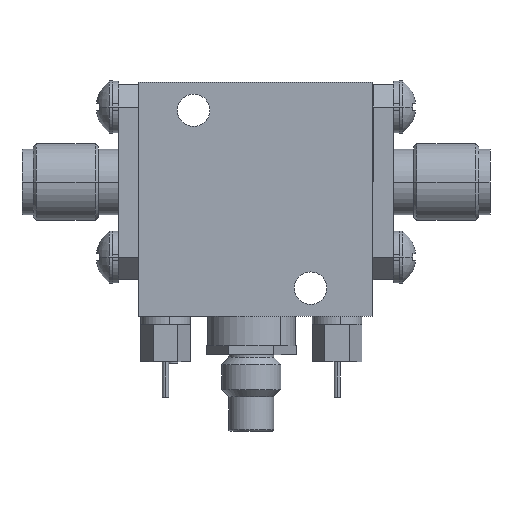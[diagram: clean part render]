
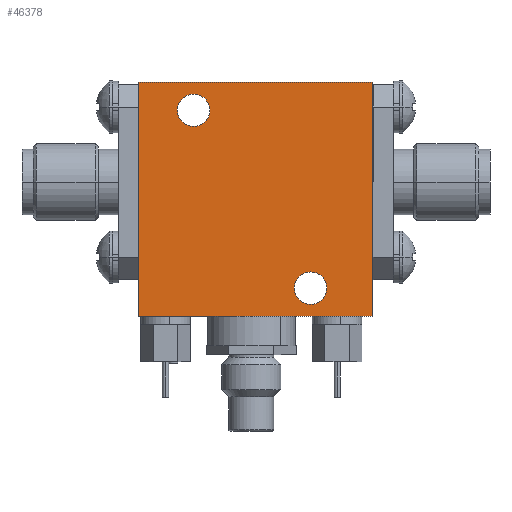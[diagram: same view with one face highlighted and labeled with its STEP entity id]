
A CAD part, front view. The second image highlights one B-rep face of the part: STEP entity #46378.
In plain terms, the highlighted planar face has unit normal (0, -1, 0).
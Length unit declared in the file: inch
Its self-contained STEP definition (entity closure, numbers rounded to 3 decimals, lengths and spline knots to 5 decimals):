
#619 = VERTEX_POINT ( 'NONE', #13354 ) ;
#2266 = CARTESIAN_POINT ( 'NONE',  ( -0.375, 0., -0.375 ) ) ;
#3740 = EDGE_LOOP ( 'NONE', ( #55198, #48983 ) ) ;
#4301 = DIRECTION ( 'NONE',  ( 0., 1., 0. ) ) ;
#4315 = CARTESIAN_POINT ( 'NONE',  ( -0.2, 0., 0.285 ) ) ;
#4501 = EDGE_CURVE ( 'NONE', #24274, #42951, #54768, .T. ) ;
#6686 = ORIENTED_EDGE ( 'NONE', *, *, #55520, .F. ) ;
#7067 = CARTESIAN_POINT ( 'NONE',  ( -0.375, 0., 0.375 ) ) ;
#8347 = DIRECTION ( 'NONE',  ( 0., 0., 1. ) ) ;
#8899 = DIRECTION ( 'NONE',  ( 0., 1., 0. ) ) ;
#9393 = EDGE_CURVE ( 'NONE', #14010, #619, #45546, .T. ) ;
#9935 = CARTESIAN_POINT ( 'NONE',  ( -0.375, 0., -0.375 ) ) ;
#12218 = ORIENTED_EDGE ( 'NONE', *, *, #9393, .F. ) ;
#12598 = AXIS2_PLACEMENT_3D ( 'NONE', #41942, #46156, #37720 ) ;
#12855 = CARTESIAN_POINT ( 'NONE',  ( 0., 0., 0. ) ) ;
#13134 = FACE_BOUND ( 'NONE', #3740, .T. ) ;
#13171 = DIRECTION ( 'NONE',  ( 0., 0., -1. ) ) ;
#13354 = CARTESIAN_POINT ( 'NONE',  ( 0.375, 0., 0.375 ) ) ;
#13433 = CARTESIAN_POINT ( 'NONE',  ( 0.375, 0., -0.375 ) ) ;
#13442 = DIRECTION ( 'NONE',  ( 0., 1., 0. ) ) ;
#13860 = DIRECTION ( 'NONE',  ( 0., 0., 1. ) ) ;
#14010 = VERTEX_POINT ( 'NONE', #27045 ) ;
#15779 = DIRECTION ( 'NONE',  ( 1., 0., 0. ) ) ;
#16810 = DIRECTION ( 'NONE',  ( 0., 0., 1. ) ) ;
#17001 = VECTOR ( 'NONE', #15779, 39.37008 ) ;
#18082 = EDGE_CURVE ( 'NONE', #619, #44754, #35070, .T. ) ;
#18843 = VECTOR ( 'NONE', #13171, 39.37008 ) ;
#21465 = DIRECTION ( 'NONE',  ( 0., 1., 0. ) ) ;
#21624 = AXIS2_PLACEMENT_3D ( 'NONE', #12855, #8899, #8347 ) ;
#22651 = CARTESIAN_POINT ( 'NONE',  ( 0.175, 0., -0.337 ) ) ;
#23245 = CARTESIAN_POINT ( 'NONE',  ( 0.375, 0., -0.375 ) ) ;
#23480 = CARTESIAN_POINT ( 'NONE',  ( -0.2, 0., 0.233 ) ) ;
#23790 = VECTOR ( 'NONE', #26140, 39.37008 ) ;
#23896 = VERTEX_POINT ( 'NONE', #35088 ) ;
#24274 = VERTEX_POINT ( 'NONE', #33221 ) ;
#26140 = DIRECTION ( 'NONE',  ( -1., 0., 0. ) ) ;
#27045 = CARTESIAN_POINT ( 'NONE',  ( -0.375, 0., 0.375 ) ) ;
#27429 = AXIS2_PLACEMENT_3D ( 'NONE', #34376, #4301, #35200 ) ;
#28102 = AXIS2_PLACEMENT_3D ( 'NONE', #47430, #13442, #16810 ) ;
#28757 = CIRCLE ( 'NONE', #36858, 0.052 ) ;
#30109 = CIRCLE ( 'NONE', #27429, 0.052 ) ;
#30834 = ORIENTED_EDGE ( 'NONE', *, *, #52683, .F. ) ;
#30901 = LINE ( 'NONE', #2266, #23790 ) ;
#33221 = CARTESIAN_POINT ( 'NONE',  ( -0.2, 0., 0.337 ) ) ;
#34085 = EDGE_CURVE ( 'NONE', #50231, #45189, #30109, .T. ) ;
#34376 = CARTESIAN_POINT ( 'NONE',  ( 0.175, 0., -0.285 ) ) ;
#35070 = LINE ( 'NONE', #13433, #18843 ) ;
#35088 = CARTESIAN_POINT ( 'NONE',  ( -0.375, 0., -0.375 ) ) ;
#35200 = DIRECTION ( 'NONE',  ( 0., 0., 1. ) ) ;
#36171 = CIRCLE ( 'NONE', #28102, 0.052 ) ;
#36858 = AXIS2_PLACEMENT_3D ( 'NONE', #4315, #21465, #13860 ) ;
#37720 = DIRECTION ( 'NONE',  ( 0., 0., 1. ) ) ;
#38398 = FACE_OUTER_BOUND ( 'NONE', #54392, .T. ) ;
#41942 = CARTESIAN_POINT ( 'NONE',  ( -0.2, 0., 0.285 ) ) ;
#42285 = ORIENTED_EDGE ( 'NONE', *, *, #43152, .T. ) ;
#42951 = VERTEX_POINT ( 'NONE', #23480 ) ;
#43152 = EDGE_CURVE ( 'NONE', #42951, #24274, #28757, .T. ) ;
#43388 = DIRECTION ( 'NONE',  ( 0., 0., 1. ) ) ;
#44754 = VERTEX_POINT ( 'NONE', #23245 ) ;
#45189 = VERTEX_POINT ( 'NONE', #45717 ) ;
#45546 = LINE ( 'NONE', #7067, #17001 ) ;
#45717 = CARTESIAN_POINT ( 'NONE',  ( 0.175, 0., -0.233 ) ) ;
#46070 = EDGE_LOOP ( 'NONE', ( #53525, #42285 ) ) ;
#46156 = DIRECTION ( 'NONE',  ( 0., 1., 0. ) ) ;
#46378 = ADVANCED_FACE ( 'NONE', ( #13134, #51892, #38398 ), #51635, .F. ) ;
#47430 = CARTESIAN_POINT ( 'NONE',  ( 0.175, 0., -0.285 ) ) ;
#47592 = LINE ( 'NONE', #9935, #50656 ) ;
#48983 = ORIENTED_EDGE ( 'NONE', *, *, #34085, .T. ) ;
#49863 = EDGE_CURVE ( 'NONE', #45189, #50231, #36171, .T. ) ;
#50231 = VERTEX_POINT ( 'NONE', #22651 ) ;
#50656 = VECTOR ( 'NONE', #43388, 39.37008 ) ;
#51229 = ORIENTED_EDGE ( 'NONE', *, *, #18082, .F. ) ;
#51635 = PLANE ( 'NONE',  #21624 ) ;
#51892 = FACE_BOUND ( 'NONE', #46070, .T. ) ;
#52683 = EDGE_CURVE ( 'NONE', #23896, #14010, #47592, .T. ) ;
#53525 = ORIENTED_EDGE ( 'NONE', *, *, #4501, .T. ) ;
#54392 = EDGE_LOOP ( 'NONE', ( #51229, #12218, #30834, #6686 ) ) ;
#54768 = CIRCLE ( 'NONE', #12598, 0.052 ) ;
#55198 = ORIENTED_EDGE ( 'NONE', *, *, #49863, .T. ) ;
#55520 = EDGE_CURVE ( 'NONE', #44754, #23896, #30901, .T. ) ;
